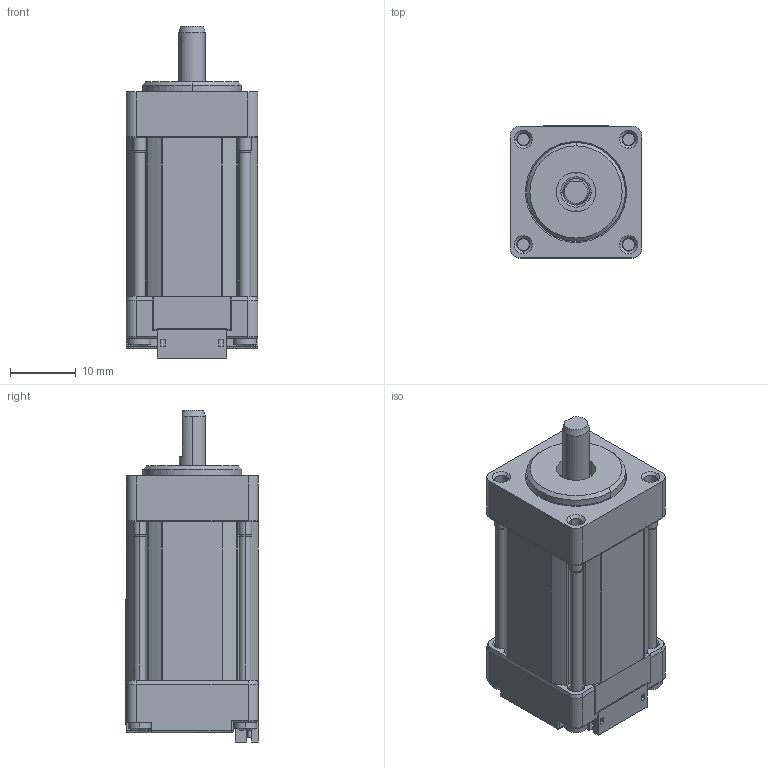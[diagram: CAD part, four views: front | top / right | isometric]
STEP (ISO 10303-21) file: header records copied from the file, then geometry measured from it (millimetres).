
FILE_DESCRIPTION((''),'2;1');
FILE_NAME('4611110034904_ASM','2023-12-18T09:17:11',('ms26442'),(''),'CREO PARAMETRIC BY PTC INC, 2018100','CREO PARAMETRIC BY PTC INC, 2018100','');
FILE_SCHEMA(('CONFIG_CONTROL_DESIGN'));
Products named in the file (28): 4613102100963; 3698153000671; 3698153000701; 4613104005777_ASM; 4713101002317; 4718405008456; 4713120013090_ASM; 4613103011346_ASM; 4219121304092; 4613106100682_AF0; 4332101104332_AF0; 4693220000720_AF0; 4613106100682_AF1; 4613110000042_AF0; 4613106100682_AF2; 4693220000720_AF1; 4613106100682_AF3; 4613107110413_ASM; 4333201500788; 4333201500789; 4331101000055; 4613108007121_ASM; 4294440200066; 4219121304095; 4294404001578; 4613153002484_ASM; 3219720000565; 4611110034904_ASM
Assembly tree (31 placements, depth 5):
  4611110034904_ASM
    4613153002484_ASM
      4613103011346_ASM
        4613104005777_ASM
          4613102100963
          3698153000671
          3698153000701
        4713120013090_ASM
          4713101002317
          4718405008456
      4219121304092
      4613108007121_ASM
        4613107110413_ASM
          4613106100682_AF0
          4332101104332_AF0
          4693220000720_AF0
          4613106100682_AF1
          4613110000042_AF0
          4613106100682_AF2
          4693220000720_AF1
          4613106100682_AF3
        4333201500788
        4333201500789
        4331101000055  x2
      4294440200066
      4219121304095
      4294404001578  x4
    3219720000565
Bounding box: 20 x 20.1 x 50.4 mm (x, y, z)
Volume: 10211.1 mm3; surface area: 22711.2 mm2
Topology: 25 solids, 37 shells, 3095 faces, 8586 edges, 5664 vertices
Faces by surface type: plane 1540, cylinder 1428, cone 91, torus 22, sphere 10, bspline 4
Entity records: 97441 total; most frequent: CARTESIAN_POINT 18059, DIRECTION 17013, ORIENTED_EDGE 16512, EDGE_CURVE 8270, AXIS2_PLACEMENT_3D 5893, VERTEX_POINT 5460, VECTOR 5227, LINE 5227
